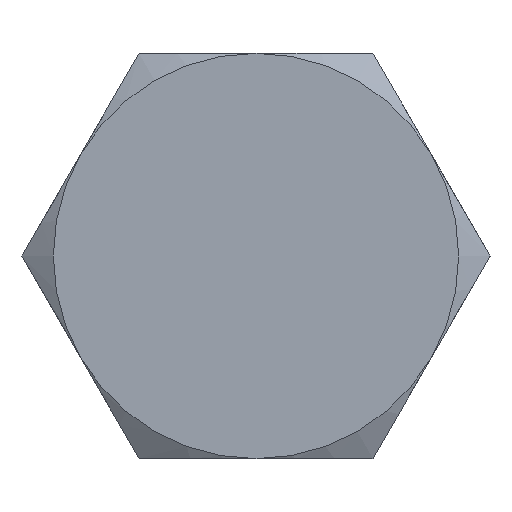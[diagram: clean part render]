
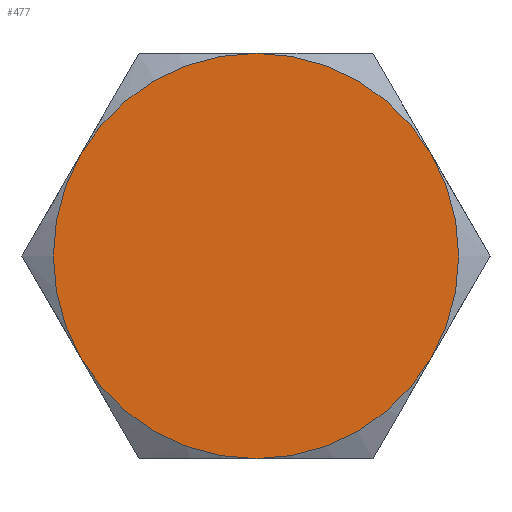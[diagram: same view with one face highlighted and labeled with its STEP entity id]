
A CAD part, left-side view. The second image highlights one B-rep face of the part: STEP entity #477.
In plain terms, the highlighted planar face has unit normal (-1, 0, 0).
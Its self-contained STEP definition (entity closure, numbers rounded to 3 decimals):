
#7 = AXIS2_PLACEMENT_3D ( 'NONE', #113, #717, #715 ) ;
#27 = ORIENTED_EDGE ( 'NONE', *, *, #184, .F. ) ;
#34 = DIRECTION ( 'NONE',  ( 1., 0., 0. ) ) ;
#37 = DIRECTION ( 'NONE',  ( 0., 0., -1. ) ) ;
#53 = VERTEX_POINT ( 'NONE', #597 ) ;
#61 = EDGE_CURVE ( 'NONE', #624, #53, #241, .T. ) ;
#74 = DIRECTION ( 'NONE',  ( 1., 0., 0. ) ) ;
#113 = CARTESIAN_POINT ( 'NONE',  ( 0., 0., 0. ) ) ;
#169 = EDGE_CURVE ( 'NONE', #459, #524, #859, .T. ) ;
#173 = CARTESIAN_POINT ( 'NONE',  ( 0., 0., 4. ) ) ;
#175 = CARTESIAN_POINT ( 'NONE',  ( 0., -3.464, 2. ) ) ;
#184 = EDGE_CURVE ( 'NONE', #524, #624, #517, .T. ) ;
#194 = AXIS2_PLACEMENT_3D ( 'NONE', #810, #74, #618 ) ;
#211 = DIRECTION ( 'NONE',  ( 0., 0., -1. ) ) ;
#230 = DIRECTION ( 'NONE',  ( 0., 0., 1. ) ) ;
#241 = CIRCLE ( 'NONE', #596, 4. ) ;
#266 = ORIENTED_EDGE ( 'NONE', *, *, #61, .F. ) ;
#288 = DIRECTION ( 'NONE',  ( 1., 0., 0. ) ) ;
#292 = ORIENTED_EDGE ( 'NONE', *, *, #460, .F. ) ;
#332 = VERTEX_POINT ( 'NONE', #175 ) ;
#341 = DIRECTION ( 'NONE',  ( 1., 0., 0. ) ) ;
#351 = CARTESIAN_POINT ( 'NONE',  ( 0., 0., -4. ) ) ;
#369 = DIRECTION ( 'NONE',  ( 0., 0., -1. ) ) ;
#420 = DIRECTION ( 'NONE',  ( 0., 0., -1. ) ) ;
#459 = VERTEX_POINT ( 'NONE', #678 ) ;
#460 = EDGE_CURVE ( 'NONE', #332, #459, #826, .T. ) ;
#473 = ORIENTED_EDGE ( 'NONE', *, *, #774, .F. ) ;
#477 = ADVANCED_FACE ( 'NONE', ( #765 ), #817, .F. ) ;
#484 = ORIENTED_EDGE ( 'NONE', *, *, #169, .F. ) ;
#500 = CARTESIAN_POINT ( 'NONE',  ( 0., 0., 0. ) ) ;
#517 = CIRCLE ( 'NONE', #686, 4. ) ;
#524 = VERTEX_POINT ( 'NONE', #351 ) ;
#556 = CIRCLE ( 'NONE', #7, 4. ) ;
#560 = EDGE_LOOP ( 'NONE', ( #27, #484, #292, #473, #662, #266 ) ) ;
#591 = AXIS2_PLACEMENT_3D ( 'NONE', #759, #764, #230 ) ;
#596 = AXIS2_PLACEMENT_3D ( 'NONE', #748, #341, #211 ) ;
#597 = CARTESIAN_POINT ( 'NONE',  ( 0., 3.464, 2. ) ) ;
#608 = CARTESIAN_POINT ( 'NONE',  ( 0., 4.619, 0. ) ) ;
#618 = DIRECTION ( 'NONE',  ( 0., 0., -1. ) ) ;
#624 = VERTEX_POINT ( 'NONE', #639 ) ;
#627 = EDGE_CURVE ( 'NONE', #668, #53, #673, .T. ) ;
#639 = CARTESIAN_POINT ( 'NONE',  ( 0., 3.464, -2. ) ) ;
#643 = AXIS2_PLACEMENT_3D ( 'NONE', #500, #34, #37 ) ;
#662 = ORIENTED_EDGE ( 'NONE', *, *, #627, .T. ) ;
#668 = VERTEX_POINT ( 'NONE', #173 ) ;
#673 = CIRCLE ( 'NONE', #591, 4. ) ;
#678 = CARTESIAN_POINT ( 'NONE',  ( 0., -3.464, -2. ) ) ;
#686 = AXIS2_PLACEMENT_3D ( 'NONE', #757, #703, #369 ) ;
#703 = DIRECTION ( 'NONE',  ( 1., 0., 0. ) ) ;
#715 = DIRECTION ( 'NONE',  ( 0., 0., -1. ) ) ;
#717 = DIRECTION ( 'NONE',  ( 1., 0., 0. ) ) ;
#748 = CARTESIAN_POINT ( 'NONE',  ( 0., 0., 0. ) ) ;
#757 = CARTESIAN_POINT ( 'NONE',  ( 0., 0., 0. ) ) ;
#759 = CARTESIAN_POINT ( 'NONE',  ( 0., 0., 0. ) ) ;
#764 = DIRECTION ( 'NONE',  ( -1., 0., 0. ) ) ;
#765 = FACE_OUTER_BOUND ( 'NONE', #560, .T. ) ;
#769 = AXIS2_PLACEMENT_3D ( 'NONE', #608, #288, #420 ) ;
#774 = EDGE_CURVE ( 'NONE', #668, #332, #556, .T. ) ;
#810 = CARTESIAN_POINT ( 'NONE',  ( 0., 0., 0. ) ) ;
#817 = PLANE ( 'NONE',  #769 ) ;
#826 = CIRCLE ( 'NONE', #194, 4. ) ;
#859 = CIRCLE ( 'NONE', #643, 4. ) ;
